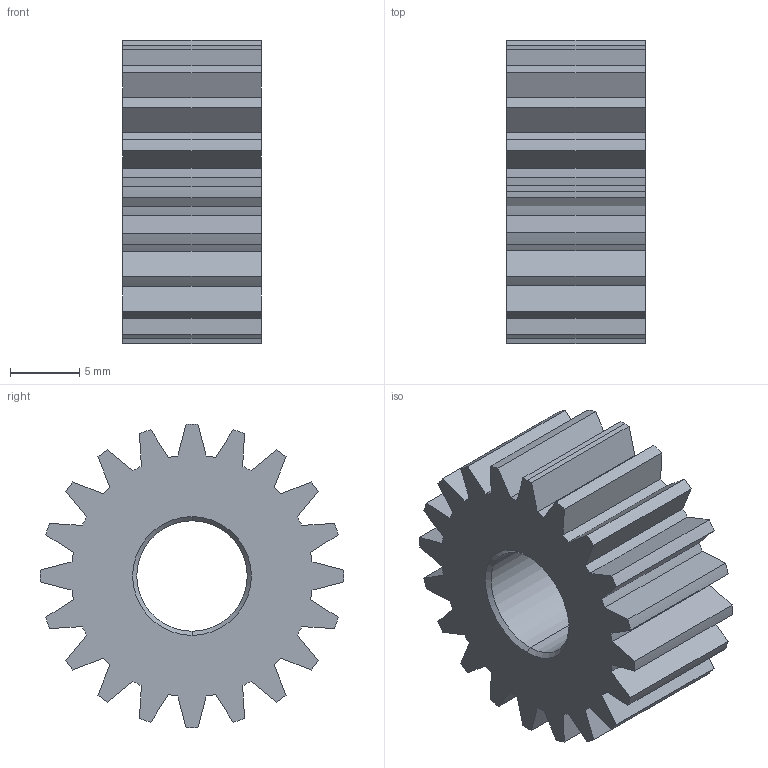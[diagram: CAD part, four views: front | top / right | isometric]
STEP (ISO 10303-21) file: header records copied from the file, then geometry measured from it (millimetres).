
FILE_DESCRIPTION (( 'STEP AP214' ), '1' );
FILE_NAME ('1736212207604.step', '2025-01-07T01:10:10', ( '' ), ( 'Aliyun' ), 'FaSTEP 2.0', 'Forface 3D 2012', '' );
FILE_SCHEMA (( 'AUTOMOTIVE_DESIGN' ));
Length unit declared in the file: millimetre
Products named in the file (1): 1736212207604
Bounding box: 10 x 22 x 22 mm (x, y, z)
Volume: 2557 mm3; surface area: 2016.1 mm2
Topology: 1 solids, 1 shells, 89 faces, 257 edges, 170 vertices
Faces by surface type: cylinder 43, plane 42, cone 4
Entity records: 2987 total; most frequent: DIRECTION 527, CARTESIAN_POINT 517, ORIENTED_EDGE 514, EDGE_CURVE 257, AXIS2_PLACEMENT_3D 180, VERTEX_POINT 170, VECTOR 167, LINE 167
